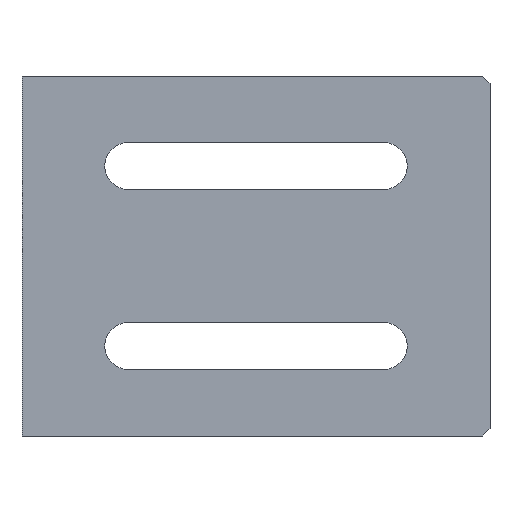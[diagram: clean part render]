
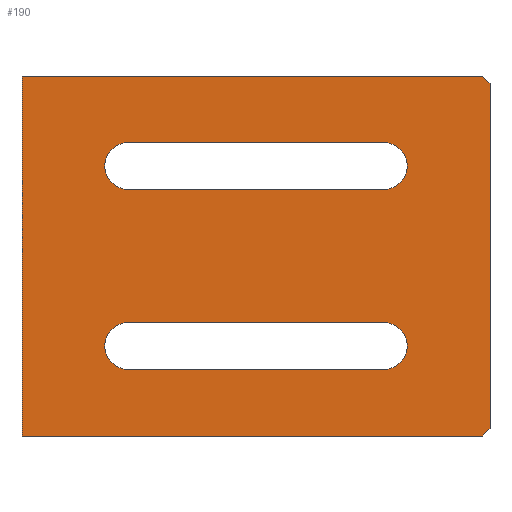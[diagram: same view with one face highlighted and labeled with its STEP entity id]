
A CAD part, front view. The second image highlights one B-rep face of the part: STEP entity #190.
In plain terms, the highlighted planar face has unit normal (0, -1, 0).
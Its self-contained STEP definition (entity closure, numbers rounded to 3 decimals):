
#3 = CARTESIAN_POINT ( 'NONE',  ( -32.5, 0., -25. ) ) ;
#51 = DIRECTION ( 'NONE',  ( -1., 0., 0. ) ) ;
#61 = CARTESIAN_POINT ( 'NONE',  ( 0., 0., -9.25 ) ) ;
#65 = VECTOR ( 'NONE', #1264, 1000. ) ;
#68 = EDGE_CURVE ( 'NONE', #636, #150, #694, .T. ) ;
#71 = DIRECTION ( 'NONE',  ( 1., 0., 0. ) ) ;
#84 = CARTESIAN_POINT ( 'NONE',  ( 17.75, 0., 15.75 ) ) ;
#108 = DIRECTION ( 'NONE',  ( 0., 0., 1. ) ) ;
#112 = LINE ( 'NONE', #3, #1212 ) ;
#124 = CARTESIAN_POINT ( 'NONE',  ( 17.75, 0., 12.5 ) ) ;
#125 = ORIENTED_EDGE ( 'NONE', *, *, #930, .T. ) ;
#128 = EDGE_CURVE ( 'NONE', #1143, #1571, #1188, .T. ) ;
#136 = LINE ( 'NONE', #1272, #65 ) ;
#150 = VERTEX_POINT ( 'NONE', #1223 ) ;
#169 = VERTEX_POINT ( 'NONE', #1244 ) ;
#176 = CARTESIAN_POINT ( 'NONE',  ( 32.5, 0., 24. ) ) ;
#190 = ADVANCED_FACE ( 'NONE', ( #1470, #1479, #615 ), #608, .F. ) ;
#201 = CARTESIAN_POINT ( 'NONE',  ( 32.5, 0., -25. ) ) ;
#218 = CARTESIAN_POINT ( 'NONE',  ( -17.75, 0., -12.5 ) ) ;
#233 = EDGE_CURVE ( 'NONE', #169, #449, #831, .T. ) ;
#251 = AXIS2_PLACEMENT_3D ( 'NONE', #1085, #1119, #108 ) ;
#276 = CIRCLE ( 'NONE', #621, 3.25 ) ;
#277 = VERTEX_POINT ( 'NONE', #391 ) ;
#278 = CIRCLE ( 'NONE', #1533, 3.25 ) ;
#284 = CARTESIAN_POINT ( 'NONE',  ( 17.75, 0., -12.5 ) ) ;
#310 = CIRCLE ( 'NONE', #1302, 3.25 ) ;
#312 = EDGE_CURVE ( 'NONE', #1425, #706, #276, .T. ) ;
#313 = DIRECTION ( 'NONE',  ( 0., 0., 1. ) ) ;
#345 = EDGE_LOOP ( 'NONE', ( #931, #962, #912, #991 ) ) ;
#358 = CARTESIAN_POINT ( 'NONE',  ( 32.5, 0., 24. ) ) ;
#391 = CARTESIAN_POINT ( 'NONE',  ( -17.75, 0., 15.75 ) ) ;
#402 = LINE ( 'NONE', #664, #427 ) ;
#413 = ORIENTED_EDGE ( 'NONE', *, *, #1492, .T. ) ;
#416 = CARTESIAN_POINT ( 'NONE',  ( -17.75, 0., 12.5 ) ) ;
#419 = ORIENTED_EDGE ( 'NONE', *, *, #550, .T. ) ;
#422 = ORIENTED_EDGE ( 'NONE', *, *, #1402, .F. ) ;
#424 = LINE ( 'NONE', #556, #1057 ) ;
#427 = VECTOR ( 'NONE', #788, 1000. ) ;
#432 = DIRECTION ( 'NONE',  ( 0., 1., 0. ) ) ;
#449 = VERTEX_POINT ( 'NONE', #813 ) ;
#485 = ORIENTED_EDGE ( 'NONE', *, *, #607, .T. ) ;
#486 = EDGE_CURVE ( 'NONE', #636, #817, #1060, .T. ) ;
#499 = DIRECTION ( 'NONE',  ( 0., 0., 1. ) ) ;
#510 = DIRECTION ( 'NONE',  ( 0., 0., 1. ) ) ;
#512 = CARTESIAN_POINT ( 'NONE',  ( 31.5, 0., 25. ) ) ;
#539 = VECTOR ( 'NONE', #1460, 1000. ) ;
#550 = EDGE_CURVE ( 'NONE', #169, #150, #424, .T. ) ;
#556 = CARTESIAN_POINT ( 'NONE',  ( 31.5, 0., -25. ) ) ;
#580 = EDGE_LOOP ( 'NONE', ( #1401, #419, #672, #819, #422, #1486 ) ) ;
#607 = EDGE_CURVE ( 'NONE', #754, #1143, #1190, .T. ) ;
#608 = PLANE ( 'NONE',  #251 ) ;
#615 = FACE_OUTER_BOUND ( 'NONE', #580, .T. ) ;
#621 = AXIS2_PLACEMENT_3D ( 'NONE', #124, #1160, #499 ) ;
#636 = VERTEX_POINT ( 'NONE', #358 ) ;
#664 = CARTESIAN_POINT ( 'NONE',  ( -32.5, 0., 25. ) ) ;
#672 = ORIENTED_EDGE ( 'NONE', *, *, #68, .F. ) ;
#694 = LINE ( 'NONE', #201, #824 ) ;
#706 = VERTEX_POINT ( 'NONE', #889 ) ;
#754 = VERTEX_POINT ( 'NONE', #1390 ) ;
#788 = DIRECTION ( 'NONE',  ( 1., 0., 0. ) ) ;
#813 = CARTESIAN_POINT ( 'NONE',  ( -32.5, 0., -25. ) ) ;
#817 = VERTEX_POINT ( 'NONE', #512 ) ;
#819 = ORIENTED_EDGE ( 'NONE', *, *, #486, .T. ) ;
#824 = VECTOR ( 'NONE', #1197, 1000. ) ;
#825 = ORIENTED_EDGE ( 'NONE', *, *, #128, .T. ) ;
#831 = LINE ( 'NONE', #1333, #1032 ) ;
#856 = DIRECTION ( 'NONE',  ( -1., 0., 0. ) ) ;
#889 = CARTESIAN_POINT ( 'NONE',  ( 17.75, 0., 9.25 ) ) ;
#909 = DIRECTION ( 'NONE',  ( 0., 1., 0. ) ) ;
#912 = ORIENTED_EDGE ( 'NONE', *, *, #1123, .T. ) ;
#917 = DIRECTION ( 'NONE',  ( 0.707, 0., 0.707 ) ) ;
#921 = CARTESIAN_POINT ( 'NONE',  ( -32.5, 0., 25. ) ) ;
#922 = AXIS2_PLACEMENT_3D ( 'NONE', #218, #1354, #1084 ) ;
#930 = EDGE_CURVE ( 'NONE', #1571, #1183, #310, .T. ) ;
#931 = ORIENTED_EDGE ( 'NONE', *, *, #1276, .T. ) ;
#956 = LINE ( 'NONE', #1202, #1451 ) ;
#962 = ORIENTED_EDGE ( 'NONE', *, *, #979, .T. ) ;
#979 = EDGE_CURVE ( 'NONE', #1599, #277, #278, .T. ) ;
#991 = ORIENTED_EDGE ( 'NONE', *, *, #312, .T. ) ;
#1018 = CARTESIAN_POINT ( 'NONE',  ( 17.75, 0., -9.25 ) ) ;
#1032 = VECTOR ( 'NONE', #856, 1000. ) ;
#1057 = VECTOR ( 'NONE', #917, 1000. ) ;
#1060 = LINE ( 'NONE', #176, #1268 ) ;
#1084 = DIRECTION ( 'NONE',  ( 0., 0., 1. ) ) ;
#1085 = CARTESIAN_POINT ( 'NONE',  ( 0., 0., 0. ) ) ;
#1095 = EDGE_LOOP ( 'NONE', ( #413, #485, #825, #125 ) ) ;
#1119 = DIRECTION ( 'NONE',  ( 0., 1., 0. ) ) ;
#1123 = EDGE_CURVE ( 'NONE', #277, #1425, #956, .T. ) ;
#1143 = VERTEX_POINT ( 'NONE', #1218 ) ;
#1160 = DIRECTION ( 'NONE',  ( 0., 1., 0. ) ) ;
#1181 = EDGE_CURVE ( 'NONE', #449, #1283, #112, .T. ) ;
#1183 = VERTEX_POINT ( 'NONE', #1265 ) ;
#1188 = LINE ( 'NONE', #61, #539 ) ;
#1190 = CIRCLE ( 'NONE', #922, 3.25 ) ;
#1197 = DIRECTION ( 'NONE',  ( 0., 0., -1. ) ) ;
#1202 = CARTESIAN_POINT ( 'NONE',  ( 0., 0., 15.75 ) ) ;
#1212 = VECTOR ( 'NONE', #510, 1000. ) ;
#1218 = CARTESIAN_POINT ( 'NONE',  ( -17.75, 0., -9.25 ) ) ;
#1223 = CARTESIAN_POINT ( 'NONE',  ( 32.5, 0., -24. ) ) ;
#1244 = CARTESIAN_POINT ( 'NONE',  ( 31.5, 0., -25. ) ) ;
#1264 = DIRECTION ( 'NONE',  ( -1., 0., 0. ) ) ;
#1265 = CARTESIAN_POINT ( 'NONE',  ( 17.75, 0., -15.75 ) ) ;
#1268 = VECTOR ( 'NONE', #1555, 1000. ) ;
#1272 = CARTESIAN_POINT ( 'NONE',  ( 0., 0., -15.75 ) ) ;
#1276 = EDGE_CURVE ( 'NONE', #706, #1599, #1622, .T. ) ;
#1283 = VERTEX_POINT ( 'NONE', #921 ) ;
#1302 = AXIS2_PLACEMENT_3D ( 'NONE', #284, #432, #313 ) ;
#1333 = CARTESIAN_POINT ( 'NONE',  ( -32.5, 0., -25. ) ) ;
#1354 = DIRECTION ( 'NONE',  ( 0., 1., 0. ) ) ;
#1390 = CARTESIAN_POINT ( 'NONE',  ( -17.75, 0., -15.75 ) ) ;
#1401 = ORIENTED_EDGE ( 'NONE', *, *, #233, .F. ) ;
#1402 = EDGE_CURVE ( 'NONE', #1283, #817, #402, .T. ) ;
#1410 = DIRECTION ( 'NONE',  ( 0., 0., 1. ) ) ;
#1418 = VECTOR ( 'NONE', #51, 1000. ) ;
#1425 = VERTEX_POINT ( 'NONE', #84 ) ;
#1451 = VECTOR ( 'NONE', #71, 1000. ) ;
#1460 = DIRECTION ( 'NONE',  ( 1., 0., 0. ) ) ;
#1470 = FACE_BOUND ( 'NONE', #1095, .T. ) ;
#1479 = FACE_BOUND ( 'NONE', #345, .T. ) ;
#1486 = ORIENTED_EDGE ( 'NONE', *, *, #1181, .F. ) ;
#1492 = EDGE_CURVE ( 'NONE', #1183, #754, #136, .T. ) ;
#1497 = CARTESIAN_POINT ( 'NONE',  ( 0., 0., 9.25 ) ) ;
#1533 = AXIS2_PLACEMENT_3D ( 'NONE', #416, #909, #1410 ) ;
#1555 = DIRECTION ( 'NONE',  ( -0.707, 0., 0.707 ) ) ;
#1571 = VERTEX_POINT ( 'NONE', #1018 ) ;
#1599 = VERTEX_POINT ( 'NONE', #1621 ) ;
#1621 = CARTESIAN_POINT ( 'NONE',  ( -17.75, 0., 9.25 ) ) ;
#1622 = LINE ( 'NONE', #1497, #1418 ) ;
